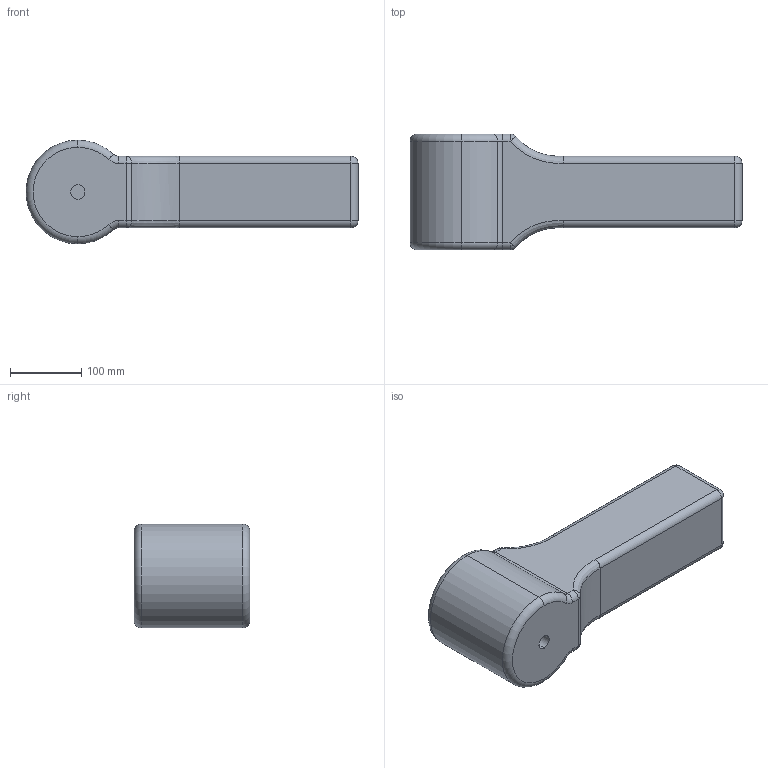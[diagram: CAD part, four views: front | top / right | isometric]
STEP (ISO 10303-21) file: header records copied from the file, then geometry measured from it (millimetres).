
FILE_DESCRIPTION (( 'STEP AP203' ), '1' );
FILE_NAME ('JayRPPRotation_Default_sldprt.STEP', '2024-12-10T20:35:20', ( '' ), ( '' ), 'SwSTEP 2.0', 'SolidWorks 2024', '' );
FILE_SCHEMA (( 'CONFIG_CONTROL_DESIGN' ));
Length unit declared in the file: millimetre
Products named in the file (1): JayRPPRotation_Default_sldprt
Bounding box: 464.5 x 162 x 145 mm (x, y, z)
Volume: 5962888.7 mm3; surface area: 242422.9 mm2
Topology: 1 solids, 1 shells, 64 faces, 142 edges, 72 vertices
Faces by surface type: cylinder 23, plane 13, sphere 12, torus 10, bspline 6
Entity records: 2189 total; most frequent: CARTESIAN_POINT 755, DIRECTION 314, ORIENTED_EDGE 264, EDGE_CURVE 132, AXIS2_PLACEMENT_3D 131, CIRCLE 72, VERTEX_POINT 72, EDGE_LOOP 66
